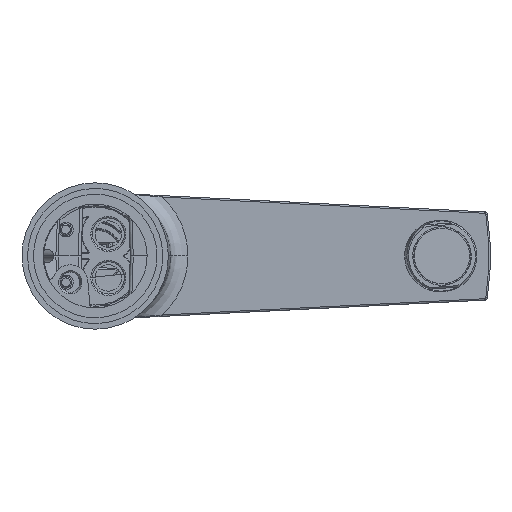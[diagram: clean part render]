
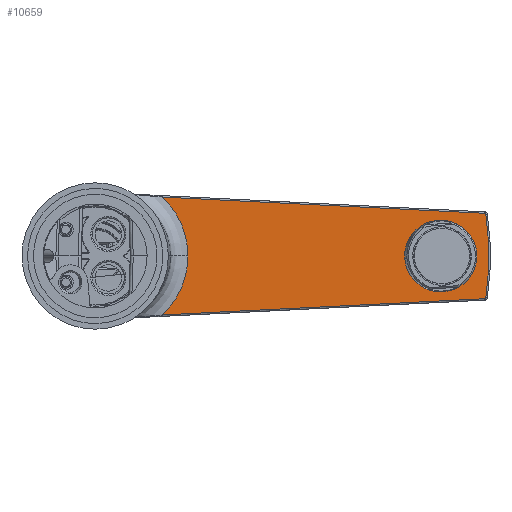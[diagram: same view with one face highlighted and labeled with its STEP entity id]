
A CAD part, front view. The second image highlights one B-rep face of the part: STEP entity #10659.
In plain terms, the highlighted planar face has unit normal (0, -1, 0).
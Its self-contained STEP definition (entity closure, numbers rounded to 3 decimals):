
#7 = EDGE_CURVE ( 'NONE', #5351, #24910, #1105, .T. ) ;
#1102 =( BOUNDED_CURVE ( )  B_SPLINE_CURVE ( 3, ( #16235, #8920, #30009, #16031 ),
 .UNSPECIFIED., .F., .F. ) 
 B_SPLINE_CURVE_WITH_KNOTS ( ( 4, 4 ),
 ( 0., 3.142 ),
 .UNSPECIFIED. ) 
 CURVE ( )  GEOMETRIC_REPRESENTATION_ITEM ( )  RATIONAL_B_SPLINE_CURVE ( ( 1., 0.333, 0.333, 1. ) ) 
 REPRESENTATION_ITEM ( '' )  );
#1105 = LINE ( 'NONE', #13681, #28546 ) ;
#2180 = AXIS2_PLACEMENT_3D ( 'NONE', #26552, #14725, #12485 ) ;
#2671 = ORIENTED_EDGE ( 'NONE', *, *, #5308, .T. ) ;
#2686 = EDGE_LOOP ( 'NONE', ( #2918, #20024, #26019, #25759, #11413, #3357, #2671 ) ) ;
#2918 = ORIENTED_EDGE ( 'NONE', *, *, #19041, .T. ) ;
#3160 = VERTEX_POINT ( 'NONE', #18893 ) ;
#3357 = ORIENTED_EDGE ( 'NONE', *, *, #15772, .T. ) ;
#3375 = CARTESIAN_POINT ( 'NONE',  ( 105.72, 120., -24.5 ) ) ;
#3907 =( BOUNDED_CURVE ( )  B_SPLINE_CURVE ( 3, ( #22845, #11835, #25601, #11639 ),
 .UNSPECIFIED., .F., .F. ) 
 B_SPLINE_CURVE_WITH_KNOTS ( ( 4, 4 ),
 ( 5.462, 6.283 ),
 .UNSPECIFIED. ) 
 CURVE ( )  GEOMETRIC_REPRESENTATION_ITEM ( )  RATIONAL_B_SPLINE_CURVE ( ( 1., 0.945, 0.945, 1. ) ) 
 REPRESENTATION_ITEM ( '' )  );
#4567 = EDGE_LOOP ( 'NONE', ( #16039, #13067 ) ) ;
#4946 = LINE ( 'NONE', #16066, #29837 ) ;
#5135 = CARTESIAN_POINT ( 'NONE',  ( 133.016, 120., -14.599 ) ) ;
#5308 = EDGE_CURVE ( 'NONE', #29802, #27409, #3907, .T. ) ;
#5351 = VERTEX_POINT ( 'NONE', #28182 ) ;
#6191 = EDGE_CURVE ( 'NONE', #28430, #8582, #20538, .T. ) ;
#6262 = DIRECTION ( 'NONE',  ( 0., -1., 0. ) ) ;
#6591 = PLANE ( 'NONE',  #26677 ) ;
#6635 = AXIS2_PLACEMENT_3D ( 'NONE', #23039, #20587, #9138 ) ;
#6818 = VERTEX_POINT ( 'NONE', #16423 ) ;
#7755 = EDGE_CURVE ( 'NONE', #16346, #6818, #9871, .T. ) ;
#8070 = CARTESIAN_POINT ( 'NONE',  ( 22.93, 120., -20.126 ) ) ;
#8257 = CARTESIAN_POINT ( 'NONE',  ( 31.695, 120., 0. ) ) ;
#8582 = VERTEX_POINT ( 'NONE', #29740 ) ;
#8864 = EDGE_CURVE ( 'NONE', #24910, #28430, #25167, .T. ) ;
#8920 = CARTESIAN_POINT ( 'NONE',  ( 105.72, 120., 24.5 ) ) ;
#9138 = DIRECTION ( 'NONE',  ( 0., 0., 1. ) ) ;
#9871 =( BOUNDED_CURVE ( )  B_SPLINE_CURVE ( 3, ( #10248, #22107, #3375, #24142 ),
 .UNSPECIFIED., .F., .F. ) 
 B_SPLINE_CURVE_WITH_KNOTS ( ( 4, 4 ),
 ( 3.142, 6.283 ),
 .UNSPECIFIED. ) 
 CURVE ( )  GEOMETRIC_REPRESENTATION_ITEM ( )  RATIONAL_B_SPLINE_CURVE ( ( 1., 0.333, 0.333, 1. ) ) 
 REPRESENTATION_ITEM ( '' )  );
#10248 = CARTESIAN_POINT ( 'NONE',  ( 130.28, 120., 0. ) ) ;
#10593 = CARTESIAN_POINT ( 'NONE',  ( 35., 120., 0. ) ) ;
#10659 = ADVANCED_FACE ( 'NONE', ( #28114, #22598 ), #6591, .F. ) ;
#11413 = ORIENTED_EDGE ( 'NONE', *, *, #27639, .T. ) ;
#11639 = CARTESIAN_POINT ( 'NONE',  ( 31.695, 120., 0. ) ) ;
#11835 = CARTESIAN_POINT ( 'NONE',  ( 28.602, 120., 14.847 ) ) ;
#12485 = DIRECTION ( 'NONE',  ( 0., 0., 1. ) ) ;
#13067 = ORIENTED_EDGE ( 'NONE', *, *, #7755, .T. ) ;
#13681 = CARTESIAN_POINT ( 'NONE',  ( 133.016, 120., -14.599 ) ) ;
#14070 = AXIS2_PLACEMENT_3D ( 'NONE', #10593, #6262, #17973 ) ;
#14725 = DIRECTION ( 'NONE',  ( 0., -1., 0. ) ) ;
#15772 = EDGE_CURVE ( 'NONE', #3160, #29802, #4946, .T. ) ;
#15942 = DIRECTION ( 'NONE',  ( 0., 0., 1. ) ) ;
#16031 = CARTESIAN_POINT ( 'NONE',  ( 130.28, 120., 0. ) ) ;
#16039 = ORIENTED_EDGE ( 'NONE', *, *, #16896, .T. ) ;
#16066 = CARTESIAN_POINT ( 'NONE',  ( 22.319, 120., 20.156 ) ) ;
#16235 = CARTESIAN_POINT ( 'NONE',  ( 105.72, 120., 0. ) ) ;
#16346 = VERTEX_POINT ( 'NONE', #28450 ) ;
#16423 = CARTESIAN_POINT ( 'NONE',  ( 105.72, 120., 0. ) ) ;
#16896 = EDGE_CURVE ( 'NONE', #6818, #16346, #1102, .T. ) ;
#17701 = CARTESIAN_POINT ( 'NONE',  ( 28.602, 120., -14.847 ) ) ;
#17973 = DIRECTION ( 'NONE',  ( 0., 0., 1. ) ) ;
#18394 = DIRECTION ( 'NONE',  ( 0., 1., 0. ) ) ;
#18893 = CARTESIAN_POINT ( 'NONE',  ( 133.016, 120., 14.599 ) ) ;
#19041 = EDGE_CURVE ( 'NONE', #27409, #5351, #23220, .T. ) ;
#20024 = ORIENTED_EDGE ( 'NONE', *, *, #7, .T. ) ;
#20140 = CARTESIAN_POINT ( 'NONE',  ( 31.695, 120., 0. ) ) ;
#20538 = CIRCLE ( 'NONE', #14070, 99.5 ) ;
#20587 = DIRECTION ( 'NONE',  ( 0., -1., 0. ) ) ;
#20821 = CARTESIAN_POINT ( 'NONE',  ( 4.985, 120., 0. ) ) ;
#22107 = CARTESIAN_POINT ( 'NONE',  ( 130.28, 120., -24.5 ) ) ;
#22598 = FACE_OUTER_BOUND ( 'NONE', #2686, .T. ) ;
#22845 = CARTESIAN_POINT ( 'NONE',  ( 22.93, 120., 20.126 ) ) ;
#23039 = CARTESIAN_POINT ( 'NONE',  ( 132.991, 120., -14.1 ) ) ;
#23175 = DIRECTION ( 'NONE',  ( 0.999, 0., 0.05 ) ) ;
#23220 =( BOUNDED_CURVE ( )  B_SPLINE_CURVE ( 3, ( #20140, #27080, #17701, #8070 ),
 .UNSPECIFIED., .F., .F. ) 
 B_SPLINE_CURVE_WITH_KNOTS ( ( 4, 4 ),
 ( 0., 0.821 ),
 .UNSPECIFIED. ) 
 CURVE ( )  GEOMETRIC_REPRESENTATION_ITEM ( )  RATIONAL_B_SPLINE_CURVE ( ( 1., 0.945, 0.945, 1. ) ) 
 REPRESENTATION_ITEM ( '' )  );
#23330 = CARTESIAN_POINT ( 'NONE',  ( 133.486, 120., -14.171 ) ) ;
#24142 = CARTESIAN_POINT ( 'NONE',  ( 105.72, 120., 0. ) ) ;
#24396 = CARTESIAN_POINT ( 'NONE',  ( 22.93, 120., 20.126 ) ) ;
#24910 = VERTEX_POINT ( 'NONE', #5135 ) ;
#25167 = CIRCLE ( 'NONE', #6635, 0.5 ) ;
#25601 = CARTESIAN_POINT ( 'NONE',  ( 31.695, 120., 7.745 ) ) ;
#25759 = ORIENTED_EDGE ( 'NONE', *, *, #6191, .T. ) ;
#26019 = ORIENTED_EDGE ( 'NONE', *, *, #8864, .T. ) ;
#26552 = CARTESIAN_POINT ( 'NONE',  ( 132.991, 120., 14.1 ) ) ;
#26677 = AXIS2_PLACEMENT_3D ( 'NONE', #20821, #18394, #15942 ) ;
#27080 = CARTESIAN_POINT ( 'NONE',  ( 31.695, 120., -7.745 ) ) ;
#27409 = VERTEX_POINT ( 'NONE', #8257 ) ;
#27639 = EDGE_CURVE ( 'NONE', #8582, #3160, #28647, .T. ) ;
#28085 = DIRECTION ( 'NONE',  ( -0.999, 0., 0.05 ) ) ;
#28114 = FACE_BOUND ( 'NONE', #4567, .T. ) ;
#28182 = CARTESIAN_POINT ( 'NONE',  ( 22.93, 120., -20.126 ) ) ;
#28430 = VERTEX_POINT ( 'NONE', #23330 ) ;
#28450 = CARTESIAN_POINT ( 'NONE',  ( 130.28, 120., 0. ) ) ;
#28546 = VECTOR ( 'NONE', #23175, 1000. ) ;
#28647 = CIRCLE ( 'NONE', #2180, 0.5 ) ;
#29740 = CARTESIAN_POINT ( 'NONE',  ( 133.486, 120., 14.171 ) ) ;
#29802 = VERTEX_POINT ( 'NONE', #24396 ) ;
#29837 = VECTOR ( 'NONE', #28085, 1000. ) ;
#30009 = CARTESIAN_POINT ( 'NONE',  ( 130.28, 120., 24.5 ) ) ;
